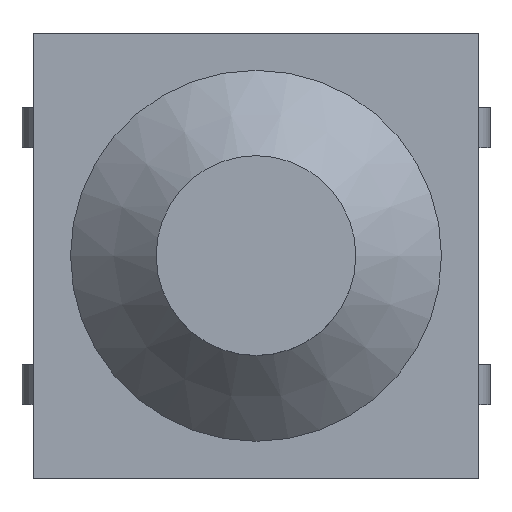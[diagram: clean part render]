
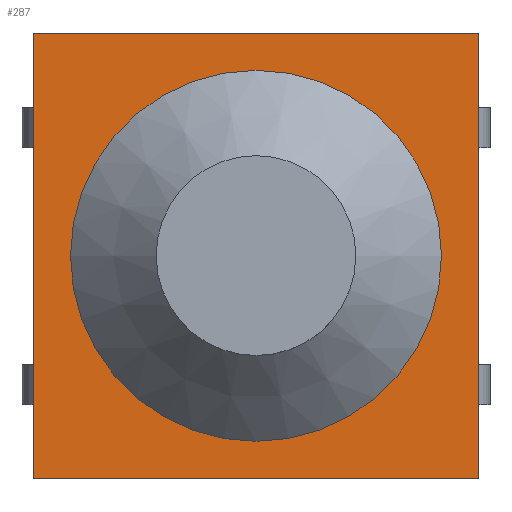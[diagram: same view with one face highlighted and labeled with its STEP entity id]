
A CAD part, top view. The second image highlights one B-rep face of the part: STEP entity #287.
In plain terms, the highlighted planar face has unit normal (0, 0, 1).
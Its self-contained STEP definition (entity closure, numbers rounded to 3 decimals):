
#287=ADVANCED_FACE('',(#536,#538),#540,.T.);
#536=FACE_BOUND('',#537,.T.);
#537=EDGE_LOOP('',(#695,#696,#697,#698));
#538=FACE_BOUND('',#539,.T.);
#539=EDGE_LOOP('',(#699));
#540=PLANE('',#541);
#541=AXIS2_PLACEMENT_3D('',#542,#543,#544);
#542=CARTESIAN_POINT('',(0.,0.,3.));
#543=DIRECTION('',(0.,0.,1.));
#544=DIRECTION('',(1.,0.,0.));
#695=ORIENTED_EDGE('',*,*,#808,.T.);
#696=ORIENTED_EDGE('',*,*,#809,.T.);
#697=ORIENTED_EDGE('',*,*,#810,.T.);
#698=ORIENTED_EDGE('',*,*,#811,.T.);
#699=ORIENTED_EDGE('',*,*,#806,.F.);
#806=EDGE_CURVE('',#926,#926,#927,.T.);
#808=EDGE_CURVE('',#930,#931,#932,.T.);
#809=EDGE_CURVE('',#931,#933,#934,.T.);
#810=EDGE_CURVE('',#933,#935,#936,.T.);
#811=EDGE_CURVE('',#935,#930,#937,.T.);
#926=VERTEX_POINT('',#1187);
#927=CIRCLE('',#1188,3.25);
#930=VERTEX_POINT('',#1197);
#931=VERTEX_POINT('',#1198);
#932=LINE('',#1199,#1200);
#933=VERTEX_POINT('',#1202);
#934=LINE('',#1203,#1204);
#935=VERTEX_POINT('',#1206);
#936=LINE('',#1207,#1208);
#937=LINE('',#1210,#1211);
#1187=CARTESIAN_POINT('',(-3.25,0.,3.));
#1188=AXIS2_PLACEMENT_3D('',#1189,#1190,#1191);
#1189=CARTESIAN_POINT('',(0.,0.,3.));
#1190=DIRECTION('',(0.,0.,1.));
#1191=DIRECTION('',(-1.,0.,0.));
#1197=CARTESIAN_POINT('',(3.9,-3.9,3.));
#1198=CARTESIAN_POINT('',(3.9,3.9,3.));
#1199=CARTESIAN_POINT('',(3.9,-3.9,3.));
#1200=VECTOR('',#1201,1.);
#1201=DIRECTION('',(0.,1.,0.));
#1202=CARTESIAN_POINT('',(-3.9,3.9,3.));
#1203=CARTESIAN_POINT('',(3.9,3.9,3.));
#1204=VECTOR('',#1205,1.);
#1205=DIRECTION('',(-1.,0.,0.));
#1206=CARTESIAN_POINT('',(-3.9,-3.9,3.));
#1207=CARTESIAN_POINT('',(-3.9,3.9,3.));
#1208=VECTOR('',#1209,1.);
#1209=DIRECTION('',(0.,-1.,0.));
#1210=CARTESIAN_POINT('',(-3.9,-3.9,3.));
#1211=VECTOR('',#1212,1.);
#1212=DIRECTION('',(1.,0.,0.));
